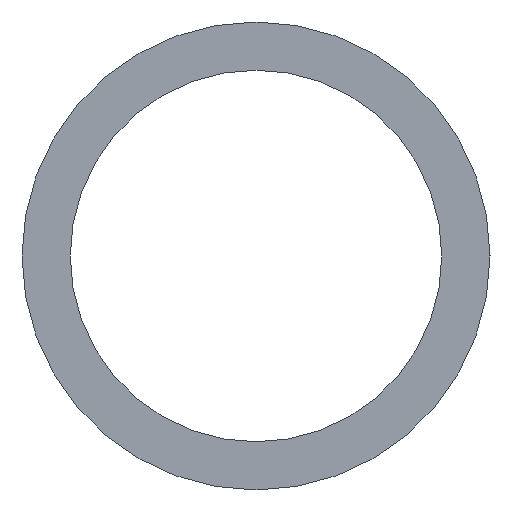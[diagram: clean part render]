
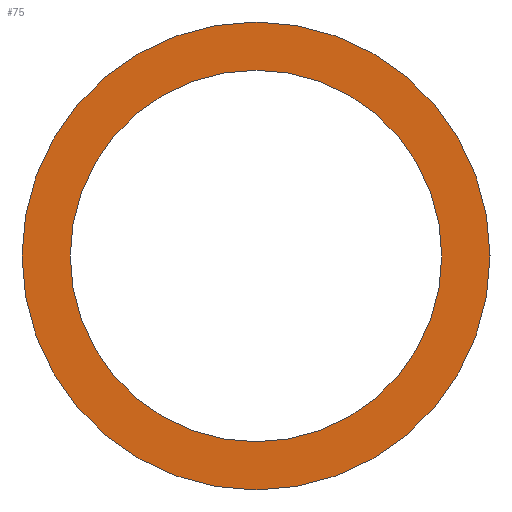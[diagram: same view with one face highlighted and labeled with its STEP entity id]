
A CAD part, left-side view. The second image highlights one B-rep face of the part: STEP entity #75.
In plain terms, the highlighted planar face has unit normal (-1, 0, 0).
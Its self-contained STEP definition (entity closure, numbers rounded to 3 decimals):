
#75 = ADVANCED_FACE( '', ( #90, #91 ), #92, .T. );
#90 = FACE_BOUND( '', #132, .T. );
#91 = FACE_OUTER_BOUND( '', #133, .T. );
#92 = PLANE( '', #134 );
#132 = EDGE_LOOP( '', ( #174 ) );
#133 = EDGE_LOOP( '', ( #175 ) );
#134 = AXIS2_PLACEMENT_3D( '', #176, #177, #178 );
#174 = ORIENTED_EDGE( '', *, *, #244, .T. );
#175 = ORIENTED_EDGE( '', *, *, #245, .F. );
#176 = CARTESIAN_POINT( '', ( 0., 16.5, 0. ) );
#177 = DIRECTION( '', ( -1., 0., 0. ) );
#178 = DIRECTION( '', ( 0., 0., 1. ) );
#244 = EDGE_CURVE( '', #258, #258, #259, .T. );
#245 = EDGE_CURVE( '', #260, #260, #261, .T. );
#258 = VERTEX_POINT( '', #286 );
#259 = CIRCLE( '', #287, 13.1 );
#260 = VERTEX_POINT( '', #288 );
#261 = CIRCLE( '', #289, 16.5 );
#286 = CARTESIAN_POINT( '', ( 0., 0., -13.1 ) );
#287 = AXIS2_PLACEMENT_3D( '', #314, #315, #316 );
#288 = CARTESIAN_POINT( '', ( 0., 0., -16.5 ) );
#289 = AXIS2_PLACEMENT_3D( '', #317, #318, #319 );
#314 = CARTESIAN_POINT( '', ( 0., 0., 0. ) );
#315 = DIRECTION( '', ( 1., 0., 0. ) );
#316 = DIRECTION( '', ( 0., 0., -1. ) );
#317 = CARTESIAN_POINT( '', ( 0., 0., 0. ) );
#318 = DIRECTION( '', ( 1., 0., 0. ) );
#319 = DIRECTION( '', ( 0., 0., -1. ) );
